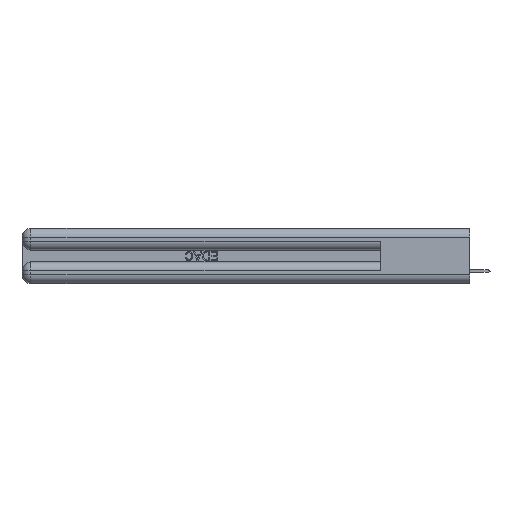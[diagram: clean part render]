
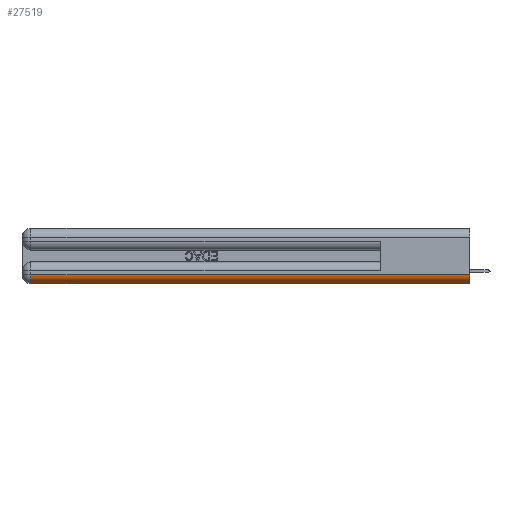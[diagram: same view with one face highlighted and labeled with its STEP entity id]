
A CAD part, left-side view. The second image highlights one B-rep face of the part: STEP entity #27519.
In plain terms, the highlighted cylindrical face has radius 1.524 mm (diameter 3.048 mm), a partial arc.
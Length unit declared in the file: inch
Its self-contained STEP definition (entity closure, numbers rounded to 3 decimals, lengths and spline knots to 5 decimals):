
#99 = CARTESIAN_POINT ( 'NONE',  ( 0.06, 3., 0. ) ) ;
#941 = CYLINDRICAL_SURFACE ( 'NONE', #23250, 0.06 ) ;
#3165 = VERTEX_POINT ( 'NONE', #35068 ) ;
#4380 = DIRECTION ( 'NONE',  ( 0., 1., 0. ) ) ;
#5033 = VECTOR ( 'NONE', #28439, 39.37008 ) ;
#5150 = CARTESIAN_POINT ( 'NONE',  ( 0.06, 0., 0.06 ) ) ;
#5803 = ORIENTED_EDGE ( 'NONE', *, *, #37196, .F. ) ;
#7736 = CARTESIAN_POINT ( 'NONE',  ( 0.06, 2.94, 0.06 ) ) ;
#11065 = FACE_OUTER_BOUND ( 'NONE', #19441, .T. ) ;
#12079 = DIRECTION ( 'NONE',  ( 0., 0., 1. ) ) ;
#12765 = CIRCLE ( 'NONE', #18633, 0.06 ) ;
#15470 = AXIS2_PLACEMENT_3D ( 'NONE', #5150, #43642, #12079 ) ;
#15475 = EDGE_CURVE ( 'NONE', #38662, #38139, #31662, .T. ) ;
#16947 = CIRCLE ( 'NONE', #15470, 0.06 ) ;
#18633 = AXIS2_PLACEMENT_3D ( 'NONE', #7736, #21790, #35840 ) ;
#19441 = EDGE_LOOP ( 'NONE', ( #32518, #5803, #24461, #30269 ) ) ;
#21790 = DIRECTION ( 'NONE',  ( 0., 1., 0. ) ) ;
#22865 = EDGE_CURVE ( 'NONE', #38139, #3165, #12765, .T. ) ;
#23250 = AXIS2_PLACEMENT_3D ( 'NONE', #25815, #4380, #42870 ) ;
#24461 = ORIENTED_EDGE ( 'NONE', *, *, #22865, .F. ) ;
#25546 = LINE ( 'NONE', #28770, #37977 ) ;
#25815 = CARTESIAN_POINT ( 'NONE',  ( 0.06, 0., 0.06 ) ) ;
#27519 = ADVANCED_FACE ( 'NONE', ( #11065 ), #941, .T. ) ;
#28439 = DIRECTION ( 'NONE',  ( 0., 1., 0. ) ) ;
#28770 = CARTESIAN_POINT ( 'NONE',  ( 0., 0., 0.06 ) ) ;
#29010 = EDGE_CURVE ( 'NONE', #37334, #38662, #16947, .T. ) ;
#30269 = ORIENTED_EDGE ( 'NONE', *, *, #15475, .F. ) ;
#31662 = LINE ( 'NONE', #99, #5033 ) ;
#32518 = ORIENTED_EDGE ( 'NONE', *, *, #29010, .F. ) ;
#35068 = CARTESIAN_POINT ( 'NONE',  ( 0., 2.94, 0.06 ) ) ;
#35460 = CARTESIAN_POINT ( 'NONE',  ( 0.06, 0., 0. ) ) ;
#35840 = DIRECTION ( 'NONE',  ( 0., 0., 1. ) ) ;
#37196 = EDGE_CURVE ( 'NONE', #3165, #37334, #25546, .T. ) ;
#37334 = VERTEX_POINT ( 'NONE', #38895 ) ;
#37977 = VECTOR ( 'NONE', #39578, 39.37008 ) ;
#38139 = VERTEX_POINT ( 'NONE', #39644 ) ;
#38662 = VERTEX_POINT ( 'NONE', #35460 ) ;
#38895 = CARTESIAN_POINT ( 'NONE',  ( 0., 0., 0.06 ) ) ;
#39578 = DIRECTION ( 'NONE',  ( 0., -1., 0. ) ) ;
#39644 = CARTESIAN_POINT ( 'NONE',  ( 0.06, 2.94, 0. ) ) ;
#42870 = DIRECTION ( 'NONE',  ( 0., 0., 1. ) ) ;
#43642 = DIRECTION ( 'NONE',  ( 0., -1., 0. ) ) ;
